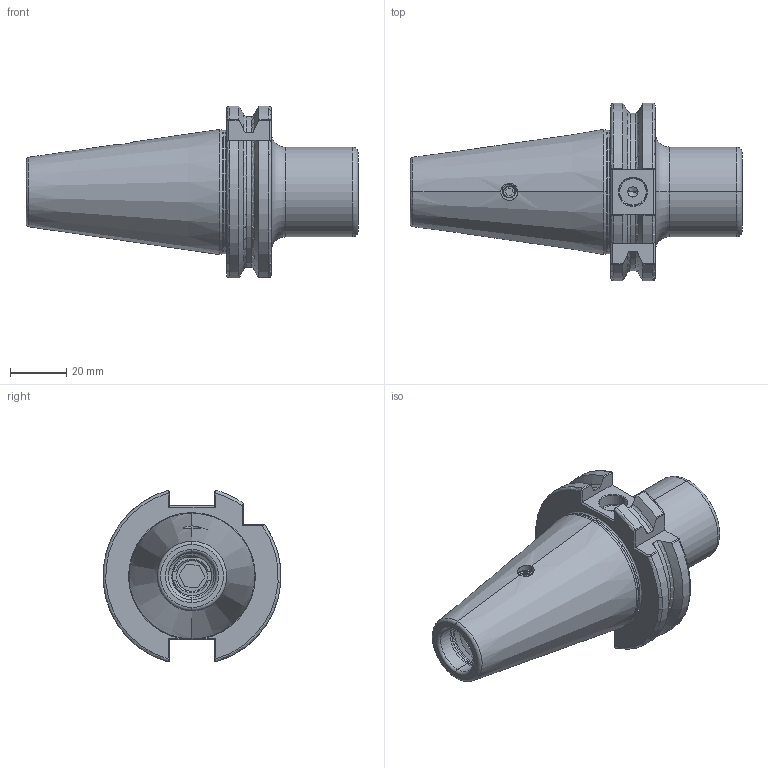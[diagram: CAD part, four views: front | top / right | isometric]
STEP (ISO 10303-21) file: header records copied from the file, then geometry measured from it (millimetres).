
FILE_DESCRIPTION (( 'STEP AP203' ), '1' );
FILE_NAME ('402.08.02.STEP', '2016-07-16T07:42:53', ( '' ), ( '' ), 'SwSTEP 2.0', 'SolidWorks 2012', '' );
FILE_SCHEMA (( 'CONFIG_CONTROL_DESIGN' ));
Products named in the file (5): 2-41371002AF_M16xP2_6L; 102.08.020_M10xP1.5-25L; 402.08.02; 2-01150002C1_M5xP0.8-6L
Assembly tree (4 placements, depth 2):
  402.08.02
    402.08.02
    102.08.020_M10xP1.5-25L
    2-01150002C1_M5xP0.8-6L
    2-41371002AF_M16xP2_6L
Bounding box: 118.4 x 63.34 x 61.24 mm (x, y, z)
Volume: 117869 mm3; surface area: 29761.4 mm2
Topology: 4 solids, 4 shells, 380 faces, 1022 edges, 646 vertices
Faces by surface type: cylinder 150, plane 84, bspline 55, cone 53, torus 38
Entity records: 41909 total; most frequent: CARTESIAN_POINT 33242, ORIENTED_EDGE 2020, DIRECTION 1361, EDGE_CURVE 1010, VERTEX_POINT 646, AXIS2_PLACEMENT_3D 523, EDGE_LOOP 394, ADVANCED_FACE 380
